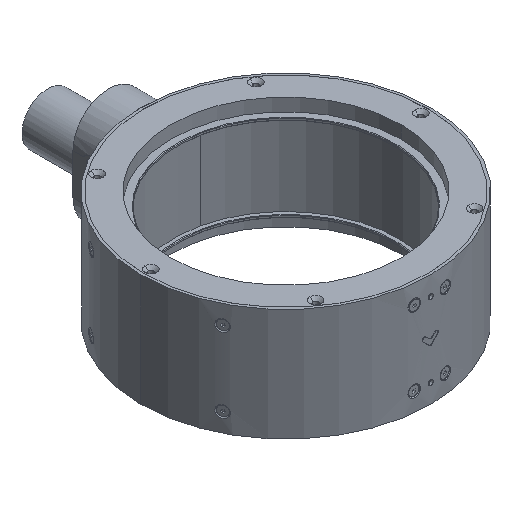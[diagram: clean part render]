
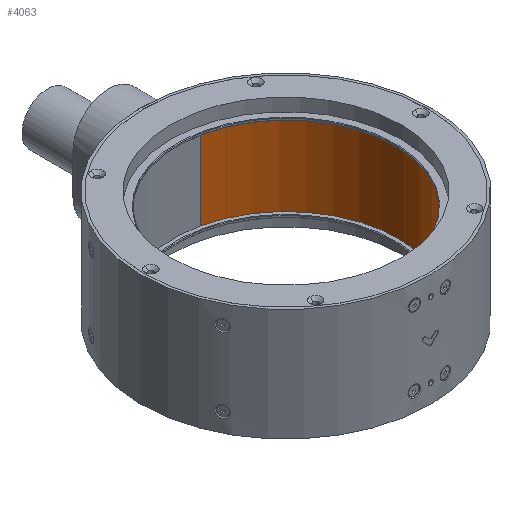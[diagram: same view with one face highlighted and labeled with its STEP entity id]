
A CAD part, isometric view. The second image highlights one B-rep face of the part: STEP entity #4063.
In plain terms, the highlighted cylindrical face has radius 110 mm (diameter 220 mm), a partial arc.
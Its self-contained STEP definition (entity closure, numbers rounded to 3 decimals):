
#262 = DIRECTION ( 'NONE',  ( 0., 0., -1. ) ) ;
#401 = ORIENTED_EDGE ( 'NONE', *, *, #31851, .T. ) ;
#2521 = EDGE_CURVE ( 'NONE', #32478, #10841, #24827, .T. ) ;
#4063 = ADVANCED_FACE ( 'NONE', ( #23690 ), #39485, .F. ) ;
#4577 = AXIS2_PLACEMENT_3D ( 'NONE', #19107, #24506, #9104 ) ;
#4721 = DIRECTION ( 'NONE',  ( 0., 0., 1. ) ) ;
#5114 = CARTESIAN_POINT ( 'NONE',  ( 0., 0., 40. ) ) ;
#5236 = VERTEX_POINT ( 'NONE', #8593 ) ;
#5554 = LINE ( 'NONE', #11976, #8889 ) ;
#7558 = AXIS2_PLACEMENT_3D ( 'NONE', #5114, #4721, #22552 ) ;
#7807 = DIRECTION ( 'NONE',  ( 0., 0., -1. ) ) ;
#8075 = ORIENTED_EDGE ( 'NONE', *, *, #13105, .F. ) ;
#8593 = CARTESIAN_POINT ( 'NONE',  ( 23.672, 107.423, -40. ) ) ;
#8889 = VECTOR ( 'NONE', #26745, 1000. ) ;
#9104 = DIRECTION ( 'NONE',  ( 0.215, 0.977, 0. ) ) ;
#10841 = VERTEX_POINT ( 'NONE', #37495 ) ;
#11976 = CARTESIAN_POINT ( 'NONE',  ( 23.672, 107.423, 50. ) ) ;
#12478 = DIRECTION ( 'NONE',  ( 0.215, 0.977, 0. ) ) ;
#12769 = EDGE_CURVE ( 'NONE', #5236, #17296, #16998, .T. ) ;
#13105 = EDGE_CURVE ( 'NONE', #32478, #17296, #35135, .T. ) ;
#13871 = CARTESIAN_POINT ( 'NONE',  ( -23.672, -107.423, 50. ) ) ;
#14357 = CARTESIAN_POINT ( 'NONE',  ( -23.672, -107.423, 40. ) ) ;
#15766 = AXIS2_PLACEMENT_3D ( 'NONE', #30607, #262, #12478 ) ;
#16998 = CIRCLE ( 'NONE', #15766, 110. ) ;
#17296 = VERTEX_POINT ( 'NONE', #37761 ) ;
#19107 = CARTESIAN_POINT ( 'NONE',  ( 0., 0., 50. ) ) ;
#21960 = ORIENTED_EDGE ( 'NONE', *, *, #2521, .T. ) ;
#22552 = DIRECTION ( 'NONE',  ( -0.215, -0.977, 0. ) ) ;
#23690 = FACE_OUTER_BOUND ( 'NONE', #35656, .T. ) ;
#24506 = DIRECTION ( 'NONE',  ( 0., 0., -1. ) ) ;
#24827 = CIRCLE ( 'NONE', #7558, 110. ) ;
#26745 = DIRECTION ( 'NONE',  ( 0., 0., -1. ) ) ;
#30607 = CARTESIAN_POINT ( 'NONE',  ( 0., 0., -40. ) ) ;
#31851 = EDGE_CURVE ( 'NONE', #10841, #5236, #5554, .T. ) ;
#32319 = VECTOR ( 'NONE', #7807, 1000. ) ;
#32478 = VERTEX_POINT ( 'NONE', #14357 ) ;
#35135 = LINE ( 'NONE', #13871, #32319 ) ;
#35656 = EDGE_LOOP ( 'NONE', ( #8075, #21960, #401, #38776 ) ) ;
#37495 = CARTESIAN_POINT ( 'NONE',  ( 23.672, 107.423, 40. ) ) ;
#37761 = CARTESIAN_POINT ( 'NONE',  ( -23.672, -107.423, -40. ) ) ;
#38776 = ORIENTED_EDGE ( 'NONE', *, *, #12769, .T. ) ;
#39485 = CYLINDRICAL_SURFACE ( 'NONE', #4577, 110. ) ;
